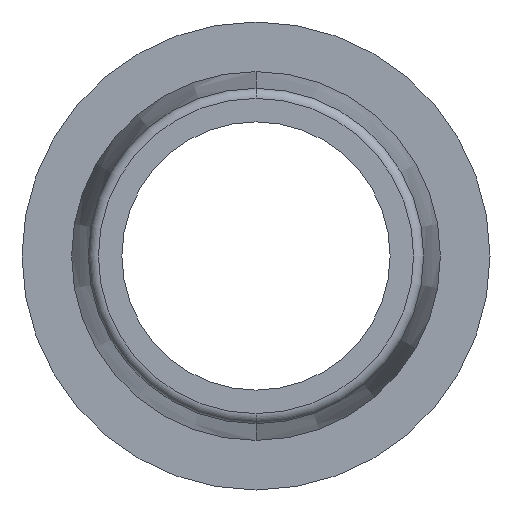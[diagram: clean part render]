
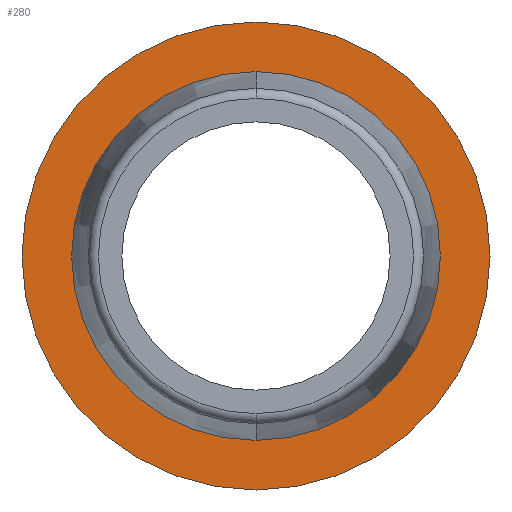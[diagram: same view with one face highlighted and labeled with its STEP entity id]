
A CAD part, front view. The second image highlights one B-rep face of the part: STEP entity #280.
In plain terms, the highlighted planar face has unit normal (0, -1, 0).
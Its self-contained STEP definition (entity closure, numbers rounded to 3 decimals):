
#41 = ORIENTED_EDGE ( 'NONE', *, *, #207, .T. ) ;
#42 = ORIENTED_EDGE ( 'NONE', *, *, #247, .T. ) ;
#43 = ORIENTED_EDGE ( 'NONE', *, *, #211, .F. ) ;
#44 = ORIENTED_EDGE ( 'NONE', *, *, #244, .F. ) ;
#74 = VERTEX_POINT ( 'NONE', #510 ) ;
#75 = VERTEX_POINT ( 'NONE', #509 ) ;
#78 = VERTEX_POINT ( 'NONE', #499 ) ;
#79 = VERTEX_POINT ( 'NONE', #496 ) ;
#161 = EDGE_LOOP ( 'NONE', ( #41, #42 ) ) ;
#162 = EDGE_LOOP ( 'NONE', ( #44, #43 ) ) ;
#207 = EDGE_CURVE ( 'NONE', #75, #74, #1025, .T. ) ;
#211 = EDGE_CURVE ( 'NONE', #78, #79, #1015, .T. ) ;
#244 = EDGE_CURVE ( 'NONE', #79, #78, #960, .T. ) ;
#247 = EDGE_CURVE ( 'NONE', #74, #75, #956, .T. ) ;
#280 = ADVANCED_FACE ( 'NONE', ( #364, #363 ), #798, .T. ) ;
#363 = FACE_BOUND ( 'NONE', #162, .T. ) ;
#364 = FACE_OUTER_BOUND ( 'NONE', #161, .T. ) ;
#496 = CARTESIAN_POINT ( 'NONE',  ( 0., -39.5, -5.25 ) ) ;
#499 = CARTESIAN_POINT ( 'NONE',  ( 0., -39.5, 5.25 ) ) ;
#509 = CARTESIAN_POINT ( 'NONE',  ( 0., -39.5, -6.98 ) ) ;
#510 = CARTESIAN_POINT ( 'NONE',  ( 0., -39.5, 6.98 ) ) ;
#599 = DIRECTION ( 'NONE',  ( 0., 0., -1. ) ) ;
#600 = DIRECTION ( 'NONE',  ( 0., -1., 0. ) ) ;
#601 = CARTESIAN_POINT ( 'NONE',  ( 0., -39.5, 0. ) ) ;
#607 = DIRECTION ( 'NONE',  ( 0., 0., -1. ) ) ;
#608 = DIRECTION ( 'NONE',  ( 0., -1., 0. ) ) ;
#609 = CARTESIAN_POINT ( 'NONE',  ( 0., -39.5, 0. ) ) ;
#698 = DIRECTION ( 'NONE',  ( 0., 0., -1. ) ) ;
#699 = DIRECTION ( 'NONE',  ( 0., -1., 0. ) ) ;
#700 = CARTESIAN_POINT ( 'NONE',  ( 0., -39.5, 0. ) ) ;
#709 = DIRECTION ( 'NONE',  ( 0., 0., -1. ) ) ;
#710 = DIRECTION ( 'NONE',  ( 0., -1., 0. ) ) ;
#711 = CARTESIAN_POINT ( 'NONE',  ( 0., -39.5, 0. ) ) ;
#798 = PLANE ( 'NONE',  #887 ) ;
#799 = CARTESIAN_POINT ( 'NONE',  ( 6.98, -39.5, 0. ) ) ;
#800 = DIRECTION ( 'NONE',  ( 0., -1., 0. ) ) ;
#801 = DIRECTION ( 'NONE',  ( 0., 0., -1. ) ) ;
#887 = AXIS2_PLACEMENT_3D ( 'NONE', #799, #800, #801 ) ;
#948 = AXIS2_PLACEMENT_3D ( 'NONE', #601, #600, #599 ) ;
#953 = AXIS2_PLACEMENT_3D ( 'NONE', #609, #608, #607 ) ;
#956 = CIRCLE ( 'NONE', #948, 6.98 ) ;
#960 = CIRCLE ( 'NONE', #953, 5.25 ) ;
#1014 = AXIS2_PLACEMENT_3D ( 'NONE', #700, #699, #698 ) ;
#1015 = CIRCLE ( 'NONE', #1014, 5.25 ) ;
#1022 = AXIS2_PLACEMENT_3D ( 'NONE', #711, #710, #709 ) ;
#1025 = CIRCLE ( 'NONE', #1022, 6.98 ) ;
